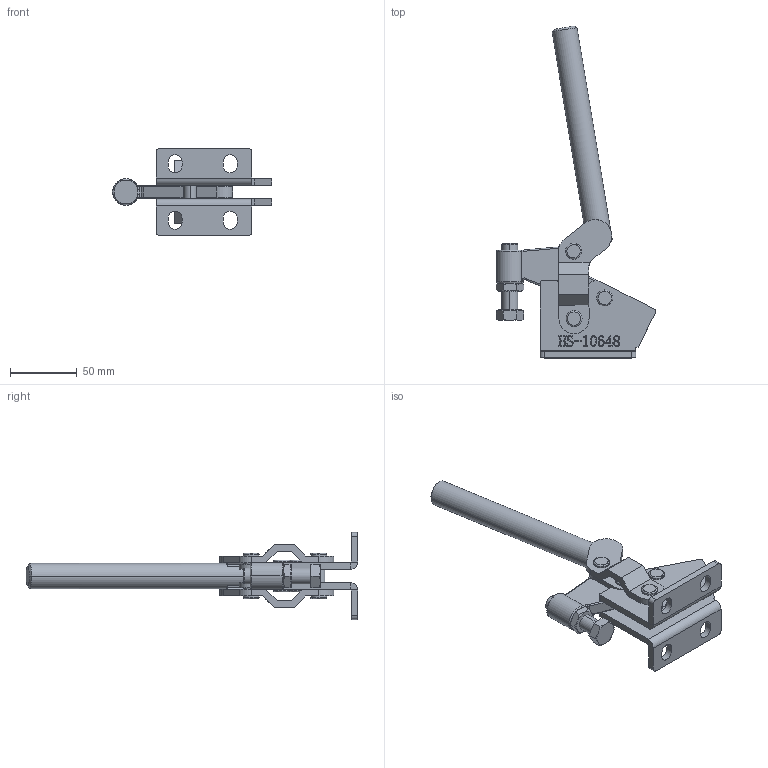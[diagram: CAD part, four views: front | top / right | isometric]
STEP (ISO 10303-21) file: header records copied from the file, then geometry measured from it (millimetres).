
FILE_DESCRIPTION (( 'STEP AP203' ), '1' );
FILE_NAME ('HS-10648 .STEP', '2019-09-25T02:33:23', ( '微软用户' ), ( '微软中国' ), 'SwSTEP 2.0', 'SolidWorks 2012', '' );
FILE_SCHEMA (( 'CONFIG_CONTROL_DESIGN' ));
Length unit declared in the file: millimetre
Products named in the file (10): 楊擘菁釱酘; 楊擘菁釱衵; 傻种; 忒梟; 揤參; 酗种; 蟀裝; hexagon head bolts-full thread gb_GB_FASTENER_BOLT_STBAB A M12X50-C; hex thin nuts-grades ab-chamfered gb_GB_FASTENER_NUT_STNAB M12-N; HS-10648 
Assembly tree (12 placements, depth 2):
  HS-10648 
    楊擘菁釱酘
    楊擘菁釱衵
    傻种  x2
    忒梟
    揤參
    酗种  x2
    蟀裝  x2
    hexagon head bolts-full thread gb_GB_FASTENER_BOLT_STBAB A M12X50-C
    hex thin nuts-grades ab-chamfered gb_GB_FASTENER_NUT_STNAB M12-N
Bounding box: 119.95 x 249.19 x 65.4 mm (x, y, z)
Volume: 162987.6 mm3; surface area: 66227.4 mm2
Topology: 12 solids, 12 shells, 679 faces, 1755 edges, 1132 vertices
Faces by surface type: plane 335, cylinder 148, bspline 134, torus 34, cone 22, sphere 6
Entity records: 27604 total; most frequent: CARTESIAN_POINT 11391, ORIENTED_EDGE 3340, DIRECTION 2730, EDGE_CURVE 1670, VERTEX_POINT 1082, VECTOR 1032, LINE 1032, AXIS2_PLACEMENT_3D 849
